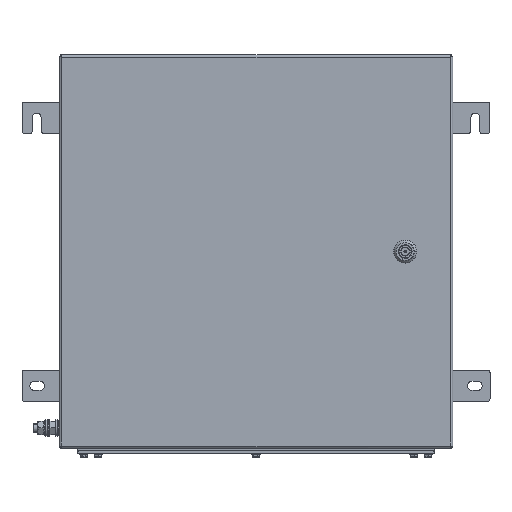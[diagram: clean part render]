
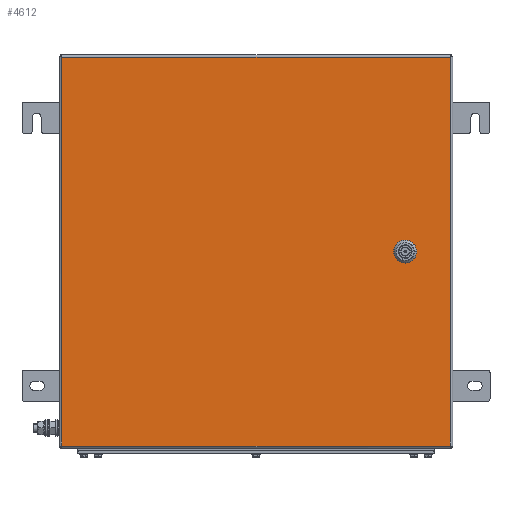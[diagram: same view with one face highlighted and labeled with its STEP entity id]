
A CAD part, top view. The second image highlights one B-rep face of the part: STEP entity #4612.
In plain terms, the highlighted planar face has unit normal (0, 0, 1).
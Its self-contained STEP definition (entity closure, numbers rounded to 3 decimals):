
#250 = CARTESIAN_POINT ( 'NONE',  ( -237.25, -237.25, 0. ) ) ;
#505 = LINE ( 'NONE', #30258, #27270 ) ;
#609 = VECTOR ( 'NONE', #1326, 1000. ) ;
#811 = CARTESIAN_POINT ( 'NONE',  ( -237.25, 237.25, 0. ) ) ;
#945 = ORIENTED_EDGE ( 'NONE', *, *, #25848, .T. ) ;
#1280 = LINE ( 'NONE', #6370, #8383 ) ;
#1326 = DIRECTION ( 'NONE',  ( 1., 0., 0. ) ) ;
#2120 = EDGE_CURVE ( 'NONE', #30667, #27185, #25915, .T. ) ;
#2129 = ORIENTED_EDGE ( 'NONE', *, *, #18401, .F. ) ;
#2339 = CIRCLE ( 'NONE', #5946, 11.25 ) ;
#3404 = CARTESIAN_POINT ( 'NONE',  ( 176.944, -10.05, 0. ) ) ;
#3705 = VERTEX_POINT ( 'NONE', #24367 ) ;
#3728 = EDGE_CURVE ( 'NONE', #3705, #12202, #9908, .T. ) ;
#3984 = PLANE ( 'NONE',  #23409 ) ;
#4079 = VERTEX_POINT ( 'NONE', #250 ) ;
#4612 = ADVANCED_FACE ( 'NONE', ( #19610, #13296 ), #3984, .F. ) ;
#5207 = CARTESIAN_POINT ( 'NONE',  ( 182., 0., 0. ) ) ;
#5547 = ORIENTED_EDGE ( 'NONE', *, *, #24982, .F. ) ;
#5652 = CARTESIAN_POINT ( 'NONE',  ( 171.95, -5.056, 0. ) ) ;
#5946 = AXIS2_PLACEMENT_3D ( 'NONE', #10433, #29164, #13203 ) ;
#6370 = CARTESIAN_POINT ( 'NONE',  ( 176.944, 10.05, 0. ) ) ;
#6781 = DIRECTION ( 'NONE',  ( 0., 0., 1. ) ) ;
#6883 = CARTESIAN_POINT ( 'NONE',  ( 238.493, 237.25, 0. ) ) ;
#7289 = VECTOR ( 'NONE', #28278, 1000. ) ;
#7589 = ORIENTED_EDGE ( 'NONE', *, *, #2120, .F. ) ;
#7844 = DIRECTION ( 'NONE',  ( 1., 0., 0. ) ) ;
#8383 = VECTOR ( 'NONE', #8888, 1000. ) ;
#8718 = DIRECTION ( 'NONE',  ( 1., 0., 0. ) ) ;
#8839 = AXIS2_PLACEMENT_3D ( 'NONE', #22851, #6781, #25473 ) ;
#8881 = VECTOR ( 'NONE', #8718, 1000. ) ;
#8888 = DIRECTION ( 'NONE',  ( -1., 0., 0. ) ) ;
#9908 = LINE ( 'NONE', #24968, #17128 ) ;
#10433 = CARTESIAN_POINT ( 'NONE',  ( 182., 0., 0. ) ) ;
#10781 = CARTESIAN_POINT ( 'NONE',  ( -237.25, 238.493, 0. ) ) ;
#10816 = VERTEX_POINT ( 'NONE', #20307 ) ;
#11754 = CARTESIAN_POINT ( 'NONE',  ( 192.05, 5.056, 0. ) ) ;
#11791 = CARTESIAN_POINT ( 'NONE',  ( 192.05, -5.056, 0. ) ) ;
#12007 = CARTESIAN_POINT ( 'NONE',  ( 171.95, 5.056, 0. ) ) ;
#12202 = VERTEX_POINT ( 'NONE', #15831 ) ;
#12733 = EDGE_LOOP ( 'NONE', ( #28515, #18102, #30223, #27678, #5547, #2129, #7589, #13532 ) ) ;
#12828 = VERTEX_POINT ( 'NONE', #13317 ) ;
#13203 = DIRECTION ( 'NONE',  ( 1., 0., 0. ) ) ;
#13296 = FACE_OUTER_BOUND ( 'NONE', #33503, .T. ) ;
#13317 = CARTESIAN_POINT ( 'NONE',  ( 187.056, 10.05, 0. ) ) ;
#13532 = ORIENTED_EDGE ( 'NONE', *, *, #19690, .F. ) ;
#13699 = AXIS2_PLACEMENT_3D ( 'NONE', #14927, #33637, #17645 ) ;
#14927 = CARTESIAN_POINT ( 'NONE',  ( 182., 0., 0. ) ) ;
#15185 = ORIENTED_EDGE ( 'NONE', *, *, #31957, .T. ) ;
#15279 = LINE ( 'NONE', #6883, #7289 ) ;
#15831 = CARTESIAN_POINT ( 'NONE',  ( 237.25, 237.25, 0. ) ) ;
#16686 = DIRECTION ( 'NONE',  ( 0., -1., 0. ) ) ;
#16940 = DIRECTION ( 'NONE',  ( 0., 1., 0. ) ) ;
#17128 = VECTOR ( 'NONE', #16940, 1000. ) ;
#17645 = DIRECTION ( 'NONE',  ( 1., 0., 0. ) ) ;
#18102 = ORIENTED_EDGE ( 'NONE', *, *, #26194, .F. ) ;
#18401 = EDGE_CURVE ( 'NONE', #27185, #28643, #24218, .T. ) ;
#18974 = VECTOR ( 'NONE', #16686, 1000. ) ;
#19610 = FACE_BOUND ( 'NONE', #12733, .T. ) ;
#19668 = DIRECTION ( 'NONE',  ( 0., 1., 0. ) ) ;
#19690 = EDGE_CURVE ( 'NONE', #10816, #30667, #2339, .T. ) ;
#19783 = CARTESIAN_POINT ( 'NONE',  ( 171.95, 5.056, 0. ) ) ;
#20307 = CARTESIAN_POINT ( 'NONE',  ( 176.944, 10.05, 0. ) ) ;
#20498 = EDGE_CURVE ( 'NONE', #12202, #29009, #15279, .T. ) ;
#20678 = DIRECTION ( 'NONE',  ( 0., 0., -1. ) ) ;
#20910 = DIRECTION ( 'NONE',  ( -1., 0., 0. ) ) ;
#22018 = LINE ( 'NONE', #33416, #609 ) ;
#22634 = CARTESIAN_POINT ( 'NONE',  ( 176.944, -10.05, 0. ) ) ;
#22851 = CARTESIAN_POINT ( 'NONE',  ( 182., 0., 0. ) ) ;
#23197 = LINE ( 'NONE', #3404, #8881 ) ;
#23409 = AXIS2_PLACEMENT_3D ( 'NONE', #33698, #20678, #20910 ) ;
#23914 = DIRECTION ( 'NONE',  ( 0., 0., 1. ) ) ;
#23962 = VERTEX_POINT ( 'NONE', #11791 ) ;
#24218 = CIRCLE ( 'NONE', #8839, 11.25 ) ;
#24367 = CARTESIAN_POINT ( 'NONE',  ( 237.25, -237.25, 0. ) ) ;
#24968 = CARTESIAN_POINT ( 'NONE',  ( 237.25, -238.493, 0. ) ) ;
#24982 = EDGE_CURVE ( 'NONE', #28643, #30049, #23197, .T. ) ;
#25081 = VECTOR ( 'NONE', #31469, 1000. ) ;
#25423 = CIRCLE ( 'NONE', #13699, 11.25 ) ;
#25473 = DIRECTION ( 'NONE',  ( 1., 0., 0. ) ) ;
#25848 = EDGE_CURVE ( 'NONE', #29009, #4079, #32318, .T. ) ;
#25886 = EDGE_CURVE ( 'NONE', #12828, #10816, #1280, .T. ) ;
#25915 = LINE ( 'NONE', #12007, #25081 ) ;
#26003 = CIRCLE ( 'NONE', #27324, 11.25 ) ;
#26027 = ORIENTED_EDGE ( 'NONE', *, *, #3728, .T. ) ;
#26194 = EDGE_CURVE ( 'NONE', #28078, #12828, #26003, .T. ) ;
#27185 = VERTEX_POINT ( 'NONE', #5652 ) ;
#27270 = VECTOR ( 'NONE', #19668, 1000. ) ;
#27324 = AXIS2_PLACEMENT_3D ( 'NONE', #5207, #23914, #7844 ) ;
#27642 = ORIENTED_EDGE ( 'NONE', *, *, #20498, .T. ) ;
#27678 = ORIENTED_EDGE ( 'NONE', *, *, #28175, .F. ) ;
#28078 = VERTEX_POINT ( 'NONE', #11754 ) ;
#28175 = EDGE_CURVE ( 'NONE', #30049, #23962, #25423, .T. ) ;
#28278 = DIRECTION ( 'NONE',  ( -1., 0., 0. ) ) ;
#28515 = ORIENTED_EDGE ( 'NONE', *, *, #25886, .F. ) ;
#28643 = VERTEX_POINT ( 'NONE', #22634 ) ;
#29009 = VERTEX_POINT ( 'NONE', #811 ) ;
#29164 = DIRECTION ( 'NONE',  ( 0., 0., 1. ) ) ;
#30049 = VERTEX_POINT ( 'NONE', #32098 ) ;
#30223 = ORIENTED_EDGE ( 'NONE', *, *, #33728, .F. ) ;
#30258 = CARTESIAN_POINT ( 'NONE',  ( 192.05, 5.056, 0. ) ) ;
#30667 = VERTEX_POINT ( 'NONE', #19783 ) ;
#31469 = DIRECTION ( 'NONE',  ( 0., -1., 0. ) ) ;
#31957 = EDGE_CURVE ( 'NONE', #4079, #3705, #22018, .T. ) ;
#32098 = CARTESIAN_POINT ( 'NONE',  ( 187.056, -10.05, 0. ) ) ;
#32318 = LINE ( 'NONE', #10781, #18974 ) ;
#33416 = CARTESIAN_POINT ( 'NONE',  ( -238.493, -237.25, 0. ) ) ;
#33503 = EDGE_LOOP ( 'NONE', ( #945, #15185, #26027, #27642 ) ) ;
#33637 = DIRECTION ( 'NONE',  ( 0., 0., 1. ) ) ;
#33698 = CARTESIAN_POINT ( 'NONE',  ( 240., 240., 0. ) ) ;
#33728 = EDGE_CURVE ( 'NONE', #23962, #28078, #505, .T. ) ;
